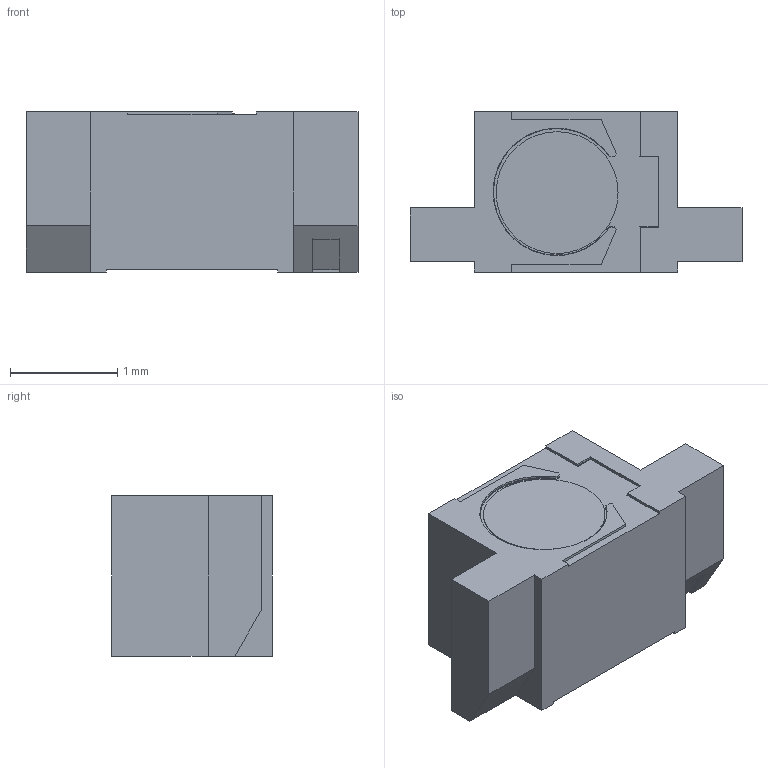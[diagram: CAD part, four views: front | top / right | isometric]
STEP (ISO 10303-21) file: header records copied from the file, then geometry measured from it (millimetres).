
FILE_DESCRIPTION(('HOOPS Exchange Step'),'2;1');
FILE_NAME('temp_export.step','2020-05-02T16:03:44-07:00',('mobile'),('Shapr3D Limited'),'HOOPS Exchange 2018.1','Shapr3D','Authorized');
FILE_SCHEMA( ('AP203_CONFIGURATION_CONTROLLED_3D_DESIGN_OF_MECHANICAL_PARTS_AND_ASSEMBLIES_MIM_LF') );
Length unit declared in the file: millimetre
Products named in the file (1): Importiert1
Bounding box: 3.1 x 1.5 x 1.5 mm (x, y, z)
Volume: 5 mm3; surface area: 20.7 mm2
Topology: 1 solids, 1 shells, 55 faces, 154 edges, 102 vertices
Faces by surface type: plane 51, cylinder 3, cone 1
Full cylindrical faces by diameter (mm): 1.138 x1
Entity records: 1809 total; most frequent: CARTESIAN_POINT 312, ORIENTED_EDGE 308, DIRECTION 275, EDGE_CURVE 154, VECTOR 145, LINE 145, VERTEX_POINT 102, AXIS2_PLACEMENT_3D 65
